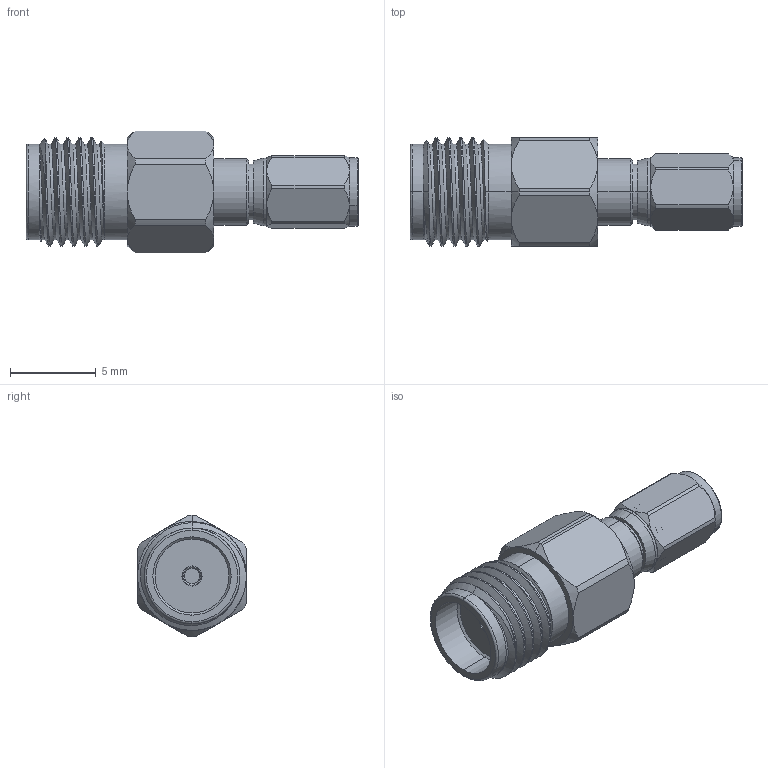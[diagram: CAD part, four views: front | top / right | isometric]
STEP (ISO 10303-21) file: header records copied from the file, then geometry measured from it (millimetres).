
FILE_DESCRIPTION (( 'STEP AP214' ), '1' );
FILE_NAME ('SM2095_3D.step', '2024-05-23T16:01:38', ( '' ), ( '' ), 'SwSTEP 2.0', 'SolidWorks 2022', '' );
FILE_SCHEMA (( 'AUTOMOTIVE_DESIGN' ));
Length unit declared in the file: inch
Products named in the file (1): SM2095_3D
Bounding box: 19.38 x 6.35 x 7.11 mm (x, y, z)
Volume: 369.2 mm3; surface area: 628.1 mm2
Topology: 1 solids, 1 shells, 196 faces, 493 edges, 310 vertices
Faces by surface type: cylinder 79, cone 53, plane 47, bspline 13, torus 4
Entity records: 10823 total; most frequent: CARTESIAN_POINT 6390, ORIENTED_EDGE 986, DIRECTION 854, EDGE_CURVE 493, AXIS2_PLACEMENT_3D 352, VERTEX_POINT 310, EDGE_LOOP 209, ADVANCED_FACE 196
